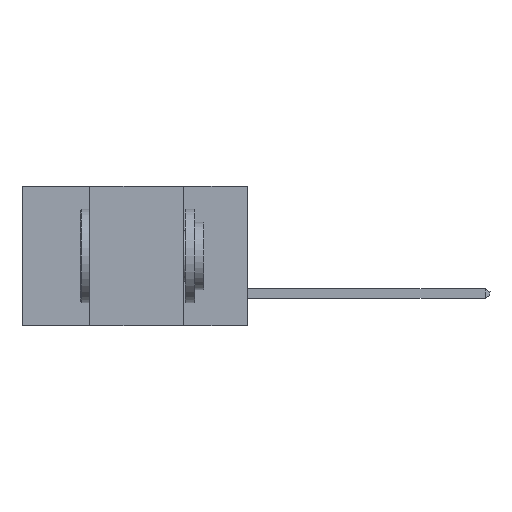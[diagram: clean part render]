
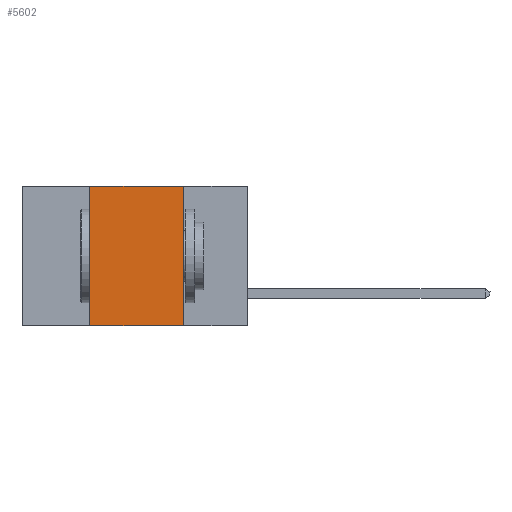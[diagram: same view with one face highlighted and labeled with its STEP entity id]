
A CAD part, left-side view. The second image highlights one B-rep face of the part: STEP entity #5602.
In plain terms, the highlighted planar face has unit normal (-1, 0, 0).
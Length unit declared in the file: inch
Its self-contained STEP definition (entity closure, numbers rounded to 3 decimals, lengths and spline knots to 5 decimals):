
#233 = FACE_OUTER_BOUND ( 'NONE', #4220, .T. ) ;
#254 = ORIENTED_EDGE ( 'NONE', *, *, #7413, .F. ) ;
#279 = DIRECTION ( 'NONE',  ( 0., -1., 0. ) ) ;
#540 = LINE ( 'NONE', #9885, #6088 ) ;
#607 = CARTESIAN_POINT ( 'NONE',  ( 0., 0.42, 0. ) ) ;
#984 = CARTESIAN_POINT ( 'NONE',  ( 0., 0.17, -0.37 ) ) ;
#1305 = DIRECTION ( 'NONE',  ( 0., 0., -1. ) ) ;
#1849 = VECTOR ( 'NONE', #6161, 39.37008 ) ;
#1926 = CARTESIAN_POINT ( 'NONE',  ( 0., 0.6, 0. ) ) ;
#1987 = VERTEX_POINT ( 'NONE', #2366 ) ;
#2366 = CARTESIAN_POINT ( 'NONE',  ( 0., 0.42, -0.37 ) ) ;
#3062 = VERTEX_POINT ( 'NONE', #984 ) ;
#3221 = LINE ( 'NONE', #8580, #1849 ) ;
#3227 = ORIENTED_EDGE ( 'NONE', *, *, #5564, .F. ) ;
#3235 = VECTOR ( 'NONE', #5860, 39.37008 ) ;
#3313 = DIRECTION ( 'NONE',  ( 1., 0., 0. ) ) ;
#4001 = VECTOR ( 'NONE', #279, 39.37008 ) ;
#4220 = EDGE_LOOP ( 'NONE', ( #7954, #3227, #254, #4516 ) ) ;
#4380 = EDGE_CURVE ( 'NONE', #7254, #3062, #540, .T. ) ;
#4516 = ORIENTED_EDGE ( 'NONE', *, *, #4975, .T. ) ;
#4975 = EDGE_CURVE ( 'NONE', #1987, #3062, #3221, .T. ) ;
#5564 = EDGE_CURVE ( 'NONE', #8643, #7254, #8931, .T. ) ;
#5602 = ADVANCED_FACE ( 'NONE', ( #233 ), #6351, .F. ) ;
#5860 = DIRECTION ( 'NONE',  ( 0., 0., 1. ) ) ;
#6088 = VECTOR ( 'NONE', #1305, 39.37008 ) ;
#6161 = DIRECTION ( 'NONE',  ( 0., -1., 0. ) ) ;
#6351 = PLANE ( 'NONE',  #6602 ) ;
#6602 = AXIS2_PLACEMENT_3D ( 'NONE', #9497, #3313, #8011 ) ;
#7254 = VERTEX_POINT ( 'NONE', #9159 ) ;
#7344 = LINE ( 'NONE', #8935, #3235 ) ;
#7413 = EDGE_CURVE ( 'NONE', #1987, #8643, #7344, .T. ) ;
#7954 = ORIENTED_EDGE ( 'NONE', *, *, #4380, .F. ) ;
#8011 = DIRECTION ( 'NONE',  ( 0., 0., -1. ) ) ;
#8580 = CARTESIAN_POINT ( 'NONE',  ( 0., 0.6, -0.37 ) ) ;
#8643 = VERTEX_POINT ( 'NONE', #607 ) ;
#8931 = LINE ( 'NONE', #1926, #4001 ) ;
#8935 = CARTESIAN_POINT ( 'NONE',  ( 0., 0.42, -0.37 ) ) ;
#9159 = CARTESIAN_POINT ( 'NONE',  ( 0., 0.17, 0. ) ) ;
#9497 = CARTESIAN_POINT ( 'NONE',  ( 0., 0.6, 0. ) ) ;
#9885 = CARTESIAN_POINT ( 'NONE',  ( 0., 0.17, -0.37 ) ) ;
